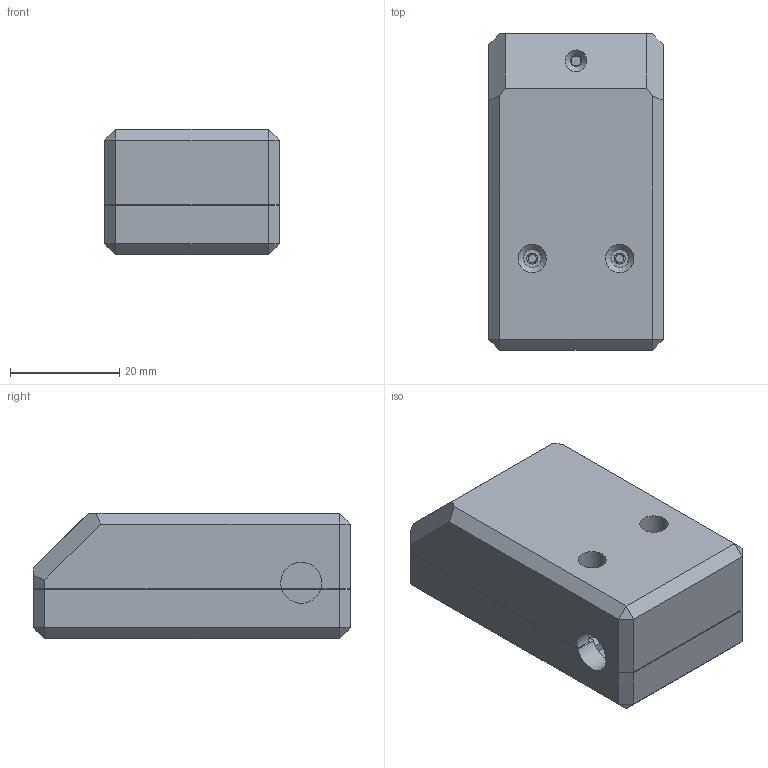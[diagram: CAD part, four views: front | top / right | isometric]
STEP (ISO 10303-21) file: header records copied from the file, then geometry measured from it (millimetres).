
FILE_DESCRIPTION(/* description */ (''),/* implementation_level */ '2;1');
FILE_NAME(/* name */ 'Sensor - 1 Hole.step',/* time_stamp */ '2021-05-07T08:46:45+10:00',/* author */ (''),/* organization */ (''),/* preprocessor_version */ 'ST-DEVELOPER v18.1',/* originating_system */ 'Autodesk Translation Framework v10.6.0.1341',/* authorisation */ '');
FILE_SCHEMA (('AUTOMOTIVE_DESIGN { 1 0 10303 214 3 1 1 }'));
Length unit declared in the file: millimetre
Products named in the file (1): Sensor - 1 Hole
Bounding box: 32 x 58 x 23 mm (x, y, z)
Volume: 20319.5 mm3; surface area: 14053.7 mm2
Topology: 2 solids, 2 shells, 136 faces, 350 edges, 223 vertices
Faces by surface type: plane 122, cylinder 11, cone 3
Full cylindrical faces by diameter (mm): 1.5 x2, 1.8 x2, 2 x2, 4 x1, 5.2 x2
Entity records: 4091 total; most frequent: CARTESIAN_POINT 710, ORIENTED_EDGE 700, DIRECTION 649, EDGE_CURVE 350, LINE 325, VECTOR 325, VERTEX_POINT 223, AXIS2_PLACEMENT_3D 162
